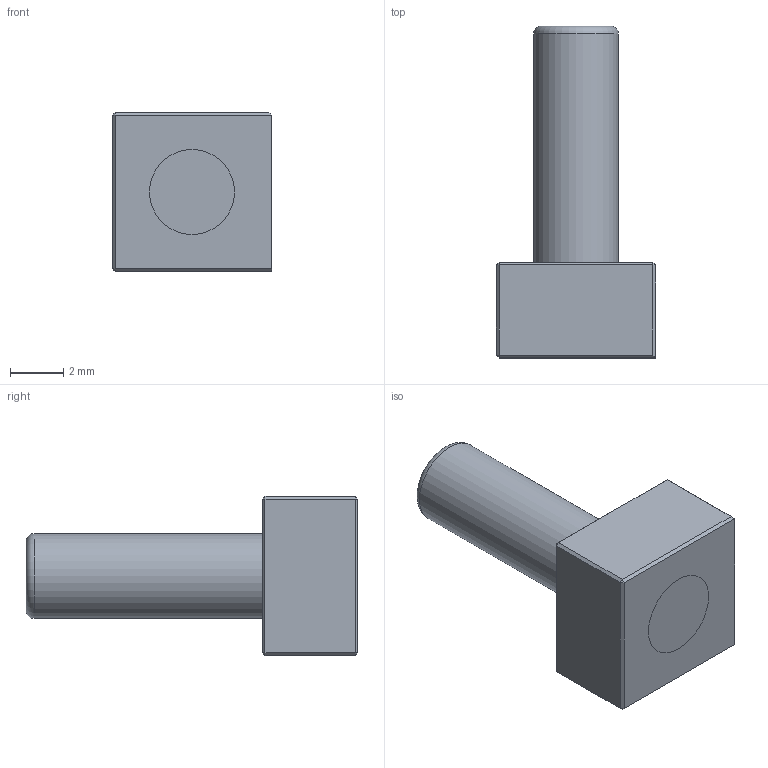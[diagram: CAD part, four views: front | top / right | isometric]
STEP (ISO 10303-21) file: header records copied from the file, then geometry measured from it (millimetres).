
FILE_DESCRIPTION(/* description */ (''),/* implementation_level */ '2;1');
FILE_NAME(/* name */ 'LPH 1301.9320.step',/* time_stamp */ '2016-07-04T16:17:17-05:00',/* author */ (''),/* organization */ (''),/* preprocessor_version */ 'ST-DEVELOPER v16.5',/* originating_system */ 'Autodesk Translation Framework v5.1.0.2740',/* authorisation */ '');
FILE_SCHEMA (('AUTOMOTIVE_DESIGN { 1 0 10303 214 3 1 1 }'));
Length unit declared in the file: centimetre
Products named in the file (1): LPH 1301.9320 v3
Bounding box: 6 x 12.5 x 6 mm (x, y, z)
Volume: 229.7 mm3; surface area: 295.7 mm2
Topology: 2 solids, 2 shells, 25 faces, 45 edges, 24 vertices
Faces by surface type: plane 23, torus 1, cylinder 1
Full cylindrical faces by diameter (mm): 3.2 x1
Entity records: 605 total; most frequent: DIRECTION 98, CARTESIAN_POINT 93, ORIENTED_EDGE 86, EDGE_CURVE 43, LINE 40, VECTOR 40, AXIS2_PLACEMENT_3D 29, EDGE_LOOP 27
